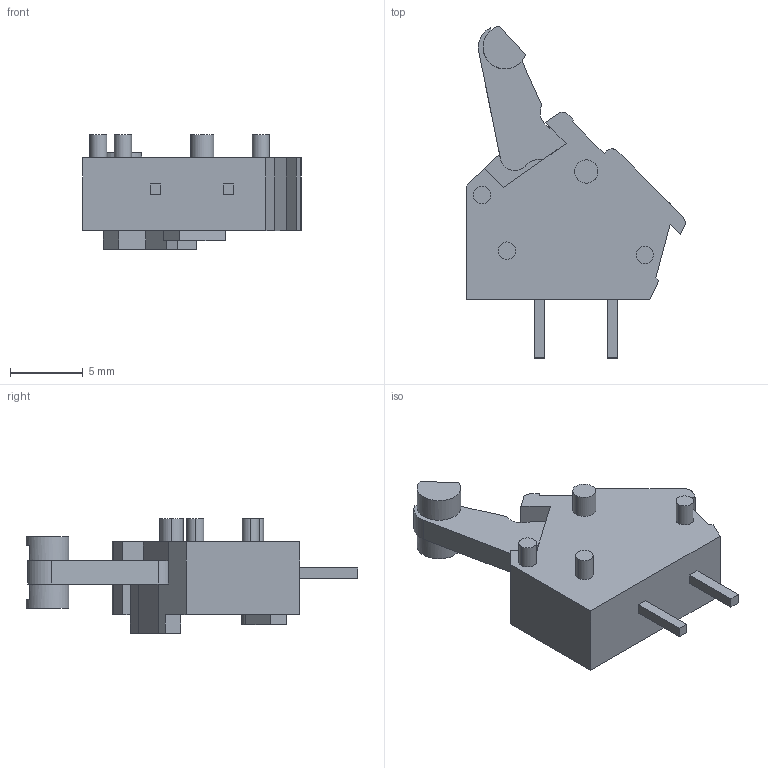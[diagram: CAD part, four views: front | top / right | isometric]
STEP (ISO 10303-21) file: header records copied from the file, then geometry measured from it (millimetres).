
FILE_DESCRIPTION (( 'STEP AP214' ), '1' );
FILE_NAME ('User Library-WAGO256-401.STEP', '2019-12-08T00:57:01', ( '' ), ( '' ), 'SwSTEP 2.0', 'SolidWorks 2019', '' );
FILE_SCHEMA (( 'AUTOMOTIVE_DESIGN' ));
Length unit declared in the file: millimetre
Products named in the file (1): User Library-WAGO256-401
Bounding box: 15.03 x 22.81 x 7.9 mm (x, y, z)
Volume: 726.4 mm3; surface area: 754.5 mm2
Topology: 1 solids, 1 shells, 92 faces, 245 edges, 162 vertices
Faces by surface type: plane 70, cylinder 20, cone 2
Entity records: 2903 total; most frequent: CARTESIAN_POINT 536, ORIENTED_EDGE 490, DIRECTION 475, EDGE_CURVE 245, LINE 189, VECTOR 189, VERTEX_POINT 162, AXIS2_PLACEMENT_3D 143
